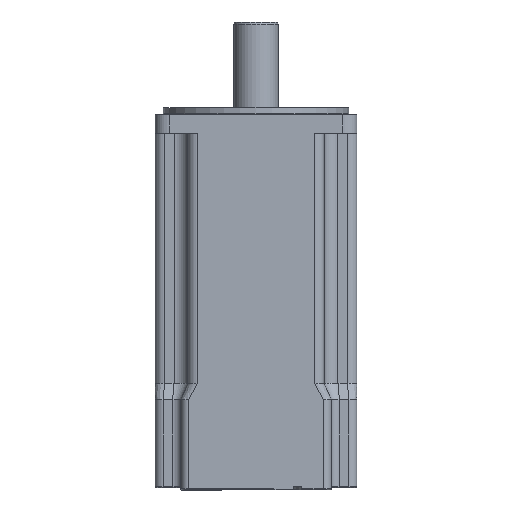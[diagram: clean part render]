
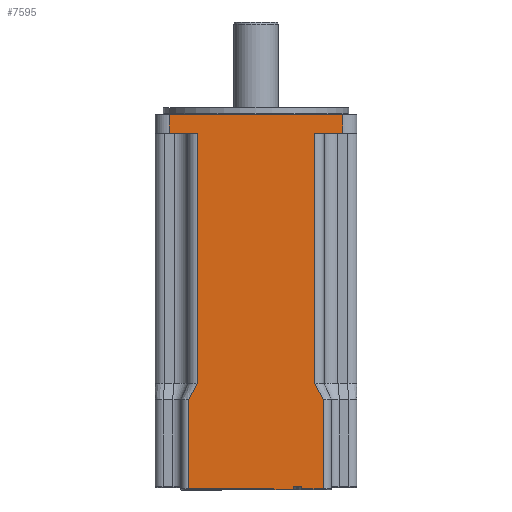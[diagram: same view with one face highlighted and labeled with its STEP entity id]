
A CAD part, front view. The second image highlights one B-rep face of the part: STEP entity #7595.
In plain terms, the highlighted planar face has unit normal (0, -1, 0).
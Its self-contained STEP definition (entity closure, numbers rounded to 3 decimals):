
#386=CARTESIAN_POINT('',(-25.355,-43.5,-128.882));
#387=VERTEX_POINT('',#386);
#396=CARTESIAN_POINT('',(-29.,-43.5,-135.882));
#397=VERTEX_POINT('',#396);
#405=CARTESIAN_POINT('',(-29.,-43.5,-135.882));
#406=DIRECTION('',(0.462,0.0,0.887));
#407=VECTOR('',#406,7.892);
#408=LINE('',#405,#407);
#409=EDGE_CURVE('',#397,#387,#408,.T.);
#442=CARTESIAN_POINT('',(25.355,-43.5,-128.882));
#443=VERTEX_POINT('',#442);
#451=CARTESIAN_POINT('',(29.,-43.5,-135.882));
#452=VERTEX_POINT('',#451);
#453=CARTESIAN_POINT('',(29.,-43.5,-135.882));
#454=DIRECTION('',(-0.462,0.0,0.887));
#455=VECTOR('',#454,7.892);
#456=LINE('',#453,#455);
#457=EDGE_CURVE('',#452,#443,#456,.T.);
#4574=CARTESIAN_POINT('',(7.75,-43.5,-174.872));
#4575=VERTEX_POINT('',#4574);
#4576=CARTESIAN_POINT('',(16.25,-43.5,-174.872));
#4577=VERTEX_POINT('',#4576);
#4578=CARTESIAN_POINT('',(7.75,-43.5,-174.872));
#4579=DIRECTION('',(1.0,0.0,0.0));
#4580=VECTOR('',#4579,8.5);
#4581=LINE('',#4578,#4580);
#4582=EDGE_CURVE('',#4575,#4577,#4581,.T.);
#4759=CARTESIAN_POINT('',(16.25,-43.5,-173.382));
#4760=VERTEX_POINT('',#4759);
#4767=CARTESIAN_POINT('',(16.25,-43.5,-173.382));
#4768=DIRECTION('',(0.0,0.0,-1.0));
#4769=VECTOR('',#4768,1.49);
#4770=LINE('',#4767,#4769);
#4771=EDGE_CURVE('',#4760,#4577,#4770,.T.);
#4781=CARTESIAN_POINT('',(7.75,-43.5,-174.382));
#4782=VERTEX_POINT('',#4781);
#4791=CARTESIAN_POINT('',(7.75,-43.5,-174.382));
#4792=DIRECTION('',(0.0,0.0,-1.0));
#4793=VECTOR('',#4792,0.49);
#4794=LINE('',#4791,#4793);
#4795=EDGE_CURVE('',#4782,#4575,#4794,.T.);
#4876=CARTESIAN_POINT('',(19.75,-43.5,-173.382));
#4877=VERTEX_POINT('',#4876);
#4884=CARTESIAN_POINT('',(16.25,-43.5,-173.382));
#4885=DIRECTION('',(1.0,0.0,0.0));
#4886=VECTOR('',#4885,3.5);
#4887=LINE('',#4884,#4886);
#4888=EDGE_CURVE('',#4760,#4877,#4887,.T.);
#4899=CARTESIAN_POINT('',(19.75,-43.5,-174.382));
#4900=VERTEX_POINT('',#4899);
#4901=CARTESIAN_POINT('',(19.75,-43.5,-173.382));
#4902=DIRECTION('',(0.0,0.0,-1.0));
#4903=VECTOR('',#4902,1.0);
#4904=LINE('',#4901,#4903);
#4905=EDGE_CURVE('',#4877,#4900,#4904,.T.);
#5017=CARTESIAN_POINT('',(29.,-43.5,-174.382));
#5018=VERTEX_POINT('',#5017);
#5026=CARTESIAN_POINT('',(29.,-43.5,-174.382));
#5027=DIRECTION('',(-1.0,0.0,0.0));
#5028=VECTOR('',#5027,9.25);
#5029=LINE('',#5026,#5028);
#5030=EDGE_CURVE('',#5018,#4900,#5029,.T.);
#6080=CARTESIAN_POINT('',(-29.,-43.5,-174.382));
#6081=VERTEX_POINT('',#6080);
#6114=CARTESIAN_POINT('',(7.75,-43.5,-174.382));
#6115=DIRECTION('',(-1.0,0.0,0.0));
#6116=VECTOR('',#6115,36.75);
#6117=LINE('',#6114,#6116);
#6118=EDGE_CURVE('',#4782,#6081,#6117,.T.);
#6160=CARTESIAN_POINT('',(-29.,-43.5,-174.382));
#6161=DIRECTION('',(0.0,0.0,1.0));
#6162=VECTOR('',#6161,38.5);
#6163=LINE('',#6160,#6162);
#6164=EDGE_CURVE('',#6081,#397,#6163,.T.);
#6184=CARTESIAN_POINT('',(29.,-43.5,-135.882));
#6185=DIRECTION('',(0.0,0.0,-1.0));
#6186=VECTOR('',#6185,38.5);
#6187=LINE('',#6184,#6186);
#6188=EDGE_CURVE('',#452,#5018,#6187,.T.);
#6896=CARTESIAN_POINT('',(25.355,-43.5,-20.882));
#6897=VERTEX_POINT('',#6896);
#6905=CARTESIAN_POINT('',(25.355,-43.5,-128.882));
#6906=DIRECTION('',(0.0,0.0,1.0));
#6907=VECTOR('',#6906,108.0);
#6908=LINE('',#6905,#6907);
#6909=EDGE_CURVE('',#443,#6897,#6908,.T.);
#6923=CARTESIAN_POINT('',(-25.355,-43.5,-20.882));
#6924=VERTEX_POINT('',#6923);
#6939=CARTESIAN_POINT('',(-25.355,-43.5,-128.882));
#6940=DIRECTION('',(0.0,0.0,1.0));
#6941=VECTOR('',#6940,108.0);
#6942=LINE('',#6939,#6941);
#6943=EDGE_CURVE('',#387,#6924,#6942,.T.);
#7067=CARTESIAN_POINT('',(-37.5,-43.5,-20.882));
#7068=VERTEX_POINT('',#7067);
#7069=CARTESIAN_POINT('',(-25.355,-43.5,-20.882));
#7070=DIRECTION('',(-1.0,0.0,0.0));
#7071=VECTOR('',#7070,12.145);
#7072=LINE('',#7069,#7071);
#7073=EDGE_CURVE('',#6924,#7068,#7072,.T.);
#7122=CARTESIAN_POINT('',(37.5,-43.5,-20.882));
#7123=VERTEX_POINT('',#7122);
#7131=CARTESIAN_POINT('',(37.5,-43.5,-20.882));
#7132=DIRECTION('',(-1.0,0.0,0.0));
#7133=VECTOR('',#7132,12.145);
#7134=LINE('',#7131,#7133);
#7135=EDGE_CURVE('',#7123,#6897,#7134,.T.);
#7359=CARTESIAN_POINT('',(-37.5,-43.5,-12.882));
#7360=VERTEX_POINT('',#7359);
#7368=CARTESIAN_POINT('',(37.5,-43.5,-12.882));
#7369=VERTEX_POINT('',#7368);
#7370=CARTESIAN_POINT('',(37.5,-43.5,-12.882));
#7371=DIRECTION('',(-1.0,0.0,0.0));
#7372=VECTOR('',#7371,75.);
#7373=LINE('',#7370,#7372);
#7374=EDGE_CURVE('',#7369,#7360,#7373,.T.);
#7554=CARTESIAN_POINT('',(37.5,-43.5,-20.882));
#7555=DIRECTION('',(0.0,0.0,1.0));
#7556=VECTOR('',#7555,8.0);
#7557=LINE('',#7554,#7556);
#7558=EDGE_CURVE('',#7123,#7369,#7557,.T.);
#7565=CARTESIAN_POINT('',(37.5,-43.5,-20.882));
#7566=DIRECTION('',(0.0,-1.0,0.0));
#7567=DIRECTION('',(0.0,0.0,-1.0));
#7568=AXIS2_PLACEMENT_3D('',#7565,#7566,#7567);
#7569=PLANE('',#7568);
#7570=ORIENTED_EDGE('',*,*,#7374,.T.);
#7571=CARTESIAN_POINT('',(-37.5,-43.5,-20.882));
#7572=DIRECTION('',(0.0,0.0,1.0));
#7573=VECTOR('',#7572,8.0);
#7574=LINE('',#7571,#7573);
#7575=EDGE_CURVE('',#7068,#7360,#7574,.T.);
#7576=ORIENTED_EDGE('',*,*,#7575,.F.);
#7577=ORIENTED_EDGE('',*,*,#7073,.F.);
#7578=ORIENTED_EDGE('',*,*,#6943,.F.);
#7579=ORIENTED_EDGE('',*,*,#409,.F.);
#7580=ORIENTED_EDGE('',*,*,#6164,.F.);
#7581=ORIENTED_EDGE('',*,*,#6118,.F.);
#7582=ORIENTED_EDGE('',*,*,#4795,.T.);
#7583=ORIENTED_EDGE('',*,*,#4582,.T.);
#7584=ORIENTED_EDGE('',*,*,#4771,.F.);
#7585=ORIENTED_EDGE('',*,*,#4888,.T.);
#7586=ORIENTED_EDGE('',*,*,#4905,.T.);
#7587=ORIENTED_EDGE('',*,*,#5030,.F.);
#7588=ORIENTED_EDGE('',*,*,#6188,.F.);
#7589=ORIENTED_EDGE('',*,*,#457,.T.);
#7590=ORIENTED_EDGE('',*,*,#6909,.T.);
#7591=ORIENTED_EDGE('',*,*,#7135,.F.);
#7592=ORIENTED_EDGE('',*,*,#7558,.T.);
#7593=EDGE_LOOP('',(#7570,#7576,#7577,#7578,#7579,#7580,#7581,#7582,#7583,#7584,#7585,#7586,#7587,#7588,#7589,#7590,#7591,#7592));
#7594=FACE_OUTER_BOUND('',#7593,.T.);
#7595=ADVANCED_FACE('',(#7594),#7569,.T.);
